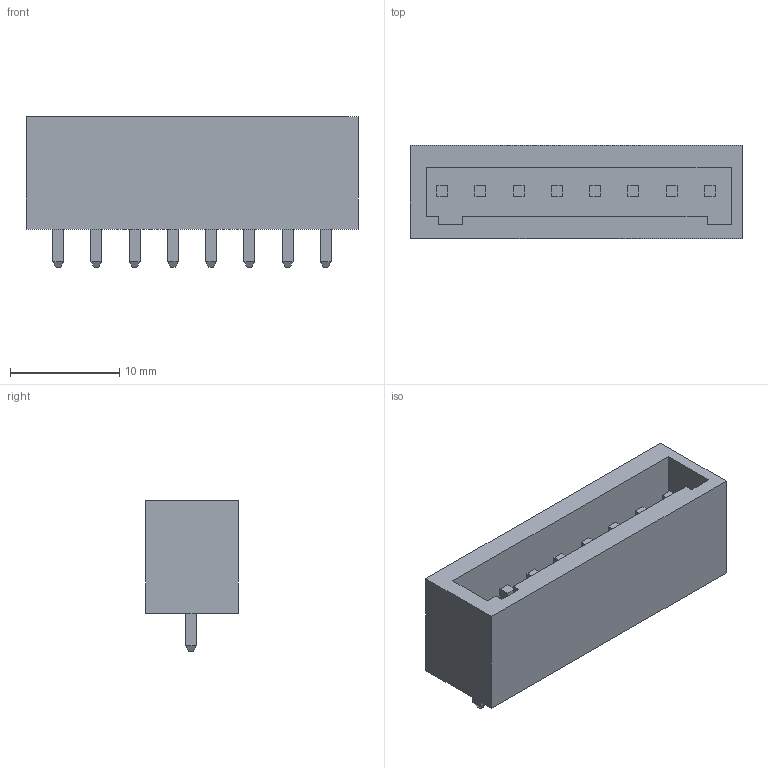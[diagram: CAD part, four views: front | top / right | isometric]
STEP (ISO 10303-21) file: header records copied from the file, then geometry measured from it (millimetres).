
FILE_DESCRIPTION (( 'STEP AP214' ), '1' );
FILE_NAME ('8EDGVC-3.5-08P.STEP', '2021-12-22T08:55:51', ( '' ), ( '' ), 'SwSTEP 2.0', 'SolidWorks 2019', '' );
FILE_SCHEMA (( 'AUTOMOTIVE_DESIGN' ));
Length unit declared in the file: millimetre
Products named in the file (1): 8EDGVC-3.5-08P
Bounding box: 30.4 x 8.5 x 13.8 mm (x, y, z)
Volume: 1617.6 mm3; surface area: 2288.9 mm2
Topology: 9 solids, 9 shells, 97 faces, 202 edges, 124 vertices
Faces by surface type: plane 97
Entity records: 3466 total; most frequent: CARTESIAN_POINT 424, ORIENTED_EDGE 404, DIRECTION 398, LINE 202, EDGE_CURVE 202, VECTOR 202, VERTEX_POINT 124, EDGE_LOOP 98
